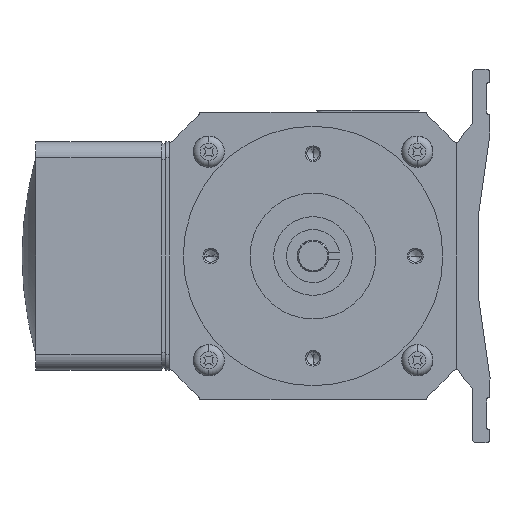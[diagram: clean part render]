
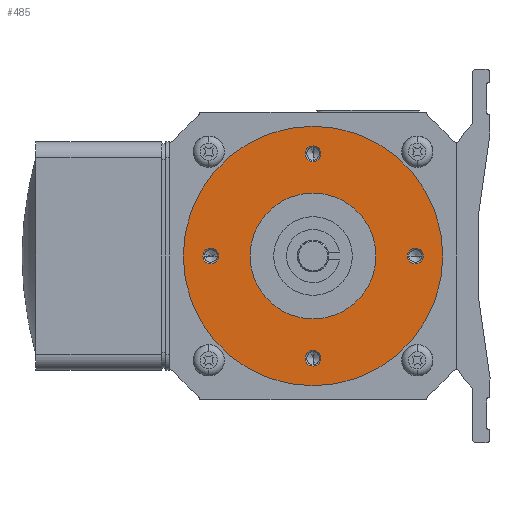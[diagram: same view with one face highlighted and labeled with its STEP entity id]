
A CAD part, left-side view. The second image highlights one B-rep face of the part: STEP entity #485.
In plain terms, the highlighted planar face has unit normal (-1, 0, 0).
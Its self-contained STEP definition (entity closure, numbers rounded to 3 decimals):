
#485 = ADVANCED_FACE( '', ( #1358, #1359, #1360, #1361, #1362, #1363 ), #1364, .T. );
#1358 = FACE_BOUND( '', #2250, .T. );
#1359 = FACE_BOUND( '', #2251, .T. );
#1360 = FACE_BOUND( '', #2252, .T. );
#1361 = FACE_BOUND( '', #2253, .T. );
#1362 = FACE_BOUND( '', #2254, .T. );
#1363 = FACE_OUTER_BOUND( '', #2255, .T. );
#1364 = PLANE( '', #2256 );
#2250 = EDGE_LOOP( '', ( #5631, #5632 ) );
#2251 = EDGE_LOOP( '', ( #5633, #5634 ) );
#2252 = EDGE_LOOP( '', ( #5635, #5636 ) );
#2253 = EDGE_LOOP( '', ( #5637, #5638 ) );
#2254 = EDGE_LOOP( '', ( #5639, #5640 ) );
#2255 = EDGE_LOOP( '', ( #5641, #5642 ) );
#2256 = AXIS2_PLACEMENT_3D( '', #5643, #5644, #5645 );
#5631 = ORIENTED_EDGE( '', *, *, #5858, .T. );
#5632 = ORIENTED_EDGE( '', *, *, #6164, .T. );
#5633 = ORIENTED_EDGE( '', *, *, #5848, .T. );
#5634 = ORIENTED_EDGE( '', *, *, #6166, .T. );
#5635 = ORIENTED_EDGE( '', *, *, #5838, .T. );
#5636 = ORIENTED_EDGE( '', *, *, #6168, .T. );
#5637 = ORIENTED_EDGE( '', *, *, #5828, .T. );
#5638 = ORIENTED_EDGE( '', *, *, #6170, .T. );
#5639 = ORIENTED_EDGE( '', *, *, #5755, .F. );
#5640 = ORIENTED_EDGE( '', *, *, #6849, .F. );
#5641 = ORIENTED_EDGE( '', *, *, #5761, .T. );
#5642 = ORIENTED_EDGE( '', *, *, #6847, .T. );
#5643 = CARTESIAN_POINT( '', ( 4., 24.5, 0. ) );
#5644 = DIRECTION( '', ( -1., 0., 0. ) );
#5645 = DIRECTION( '', ( 0., 1., 0. ) );
#5755 = EDGE_CURVE( '', #6869, #6872, #6873, .T. );
#5761 = EDGE_CURVE( '', #6878, #6882, #6884, .T. );
#5828 = EDGE_CURVE( '', #7007, #7009, #7011, .T. );
#5838 = EDGE_CURVE( '', #7024, #7026, #7028, .T. );
#5848 = EDGE_CURVE( '', #7041, #7043, #7045, .T. );
#5858 = EDGE_CURVE( '', #7058, #7060, #7062, .T. );
#6164 = EDGE_CURVE( '', #7060, #7058, #7572, .T. );
#6166 = EDGE_CURVE( '', #7043, #7041, #7574, .T. );
#6168 = EDGE_CURVE( '', #7026, #7024, #7576, .T. );
#6170 = EDGE_CURVE( '', #7009, #7007, #7578, .T. );
#6847 = EDGE_CURVE( '', #6882, #6878, #8691, .T. );
#6849 = EDGE_CURVE( '', #6872, #6869, #8693, .T. );
#6869 = VERTEX_POINT( '', #8717 );
#6872 = VERTEX_POINT( '', #8721 );
#6873 = CIRCLE( '', #8722, 16. );
#6878 = VERTEX_POINT( '', #8728 );
#6882 = VERTEX_POINT( '', #8733 );
#6884 = CIRCLE( '', #8736, 33. );
#7007 = VERTEX_POINT( '', #8873 );
#7009 = VERTEX_POINT( '', #8876 );
#7011 = CIRCLE( '', #8879, 2. );
#7024 = VERTEX_POINT( '', #8896 );
#7026 = VERTEX_POINT( '', #8899 );
#7028 = CIRCLE( '', #8902, 2. );
#7041 = VERTEX_POINT( '', #8919 );
#7043 = VERTEX_POINT( '', #8922 );
#7045 = CIRCLE( '', #8925, 2. );
#7058 = VERTEX_POINT( '', #8942 );
#7060 = VERTEX_POINT( '', #8945 );
#7062 = CIRCLE( '', #8948, 2. );
#7572 = CIRCLE( '', #9695, 2. );
#7574 = CIRCLE( '', #9697, 2. );
#7576 = CIRCLE( '', #9699, 2. );
#7578 = CIRCLE( '', #9701, 2. );
#8691 = CIRCLE( '', #11238, 33. );
#8693 = CIRCLE( '', #11240, 16. );
#8717 = CARTESIAN_POINT( '', ( 4., 16., 0. ) );
#8721 = CARTESIAN_POINT( '', ( 4., -16., 0. ) );
#8722 = AXIS2_PLACEMENT_3D( '', #11261, #11262, #11263 );
#8728 = CARTESIAN_POINT( '', ( 4., 33., 0. ) );
#8733 = CARTESIAN_POINT( '', ( 4., -33., 0. ) );
#8736 = AXIS2_PLACEMENT_3D( '', #11273, #11274, #11275 );
#8873 = CARTESIAN_POINT( '', ( 4., -28., 0. ) );
#8876 = CARTESIAN_POINT( '', ( 4., -24., 0. ) );
#8879 = AXIS2_PLACEMENT_3D( '', #11442, #11443, #11444 );
#8896 = CARTESIAN_POINT( '', ( 4., 24., 0. ) );
#8899 = CARTESIAN_POINT( '', ( 4., 28., 0. ) );
#8902 = AXIS2_PLACEMENT_3D( '', #11460, #11461, #11462 );
#8919 = CARTESIAN_POINT( '', ( 4., 0., 28. ) );
#8922 = CARTESIAN_POINT( '', ( 4., 0., 24. ) );
#8925 = AXIS2_PLACEMENT_3D( '', #11478, #11479, #11480 );
#8942 = CARTESIAN_POINT( '', ( 4., 0., -24. ) );
#8945 = CARTESIAN_POINT( '', ( 4., 0., -28. ) );
#8948 = AXIS2_PLACEMENT_3D( '', #11496, #11497, #11498 );
#9695 = AXIS2_PLACEMENT_3D( '', #12062, #12063, #12064 );
#9697 = AXIS2_PLACEMENT_3D( '', #12068, #12069, #12070 );
#9699 = AXIS2_PLACEMENT_3D( '', #12074, #12075, #12076 );
#9701 = AXIS2_PLACEMENT_3D( '', #12080, #12081, #12082 );
#11238 = AXIS2_PLACEMENT_3D( '', #13263, #13264, #13265 );
#11240 = AXIS2_PLACEMENT_3D( '', #13269, #13270, #13271 );
#11261 = CARTESIAN_POINT( '', ( 4., 0., 0. ) );
#11262 = DIRECTION( '', ( -1., 0., 0. ) );
#11263 = DIRECTION( '', ( 0., 1., 0. ) );
#11273 = CARTESIAN_POINT( '', ( 4., 0., 0. ) );
#11274 = DIRECTION( '', ( -1., 0., 0. ) );
#11275 = DIRECTION( '', ( 0., 1., 0. ) );
#11442 = CARTESIAN_POINT( '', ( 4., -26., 0. ) );
#11443 = DIRECTION( '', ( 1., 0., 0. ) );
#11444 = DIRECTION( '', ( 0., -1., 0. ) );
#11460 = CARTESIAN_POINT( '', ( 4., 26., 0. ) );
#11461 = DIRECTION( '', ( 1., 0., 0. ) );
#11462 = DIRECTION( '', ( 0., -1., 0. ) );
#11478 = CARTESIAN_POINT( '', ( 4., 0., 26. ) );
#11479 = DIRECTION( '', ( 1., 0., 0. ) );
#11480 = DIRECTION( '', ( 0., 0., 1. ) );
#11496 = CARTESIAN_POINT( '', ( 4., 0., -26. ) );
#11497 = DIRECTION( '', ( 1., 0., 0. ) );
#11498 = DIRECTION( '', ( 0., 0., 1. ) );
#12062 = CARTESIAN_POINT( '', ( 4., 0., -26. ) );
#12063 = DIRECTION( '', ( 1., 0., 0. ) );
#12064 = DIRECTION( '', ( 0., 0., 1. ) );
#12068 = CARTESIAN_POINT( '', ( 4., 0., 26. ) );
#12069 = DIRECTION( '', ( 1., 0., 0. ) );
#12070 = DIRECTION( '', ( 0., 0., 1. ) );
#12074 = CARTESIAN_POINT( '', ( 4., 26., 0. ) );
#12075 = DIRECTION( '', ( 1., 0., 0. ) );
#12076 = DIRECTION( '', ( 0., -1., 0. ) );
#12080 = CARTESIAN_POINT( '', ( 4., -26., 0. ) );
#12081 = DIRECTION( '', ( 1., 0., 0. ) );
#12082 = DIRECTION( '', ( 0., -1., 0. ) );
#13263 = CARTESIAN_POINT( '', ( 4., 0., 0. ) );
#13264 = DIRECTION( '', ( -1., 0., 0. ) );
#13265 = DIRECTION( '', ( 0., 1., 0. ) );
#13269 = CARTESIAN_POINT( '', ( 4., 0., 0. ) );
#13270 = DIRECTION( '', ( -1., 0., 0. ) );
#13271 = DIRECTION( '', ( 0., 1., 0. ) );
